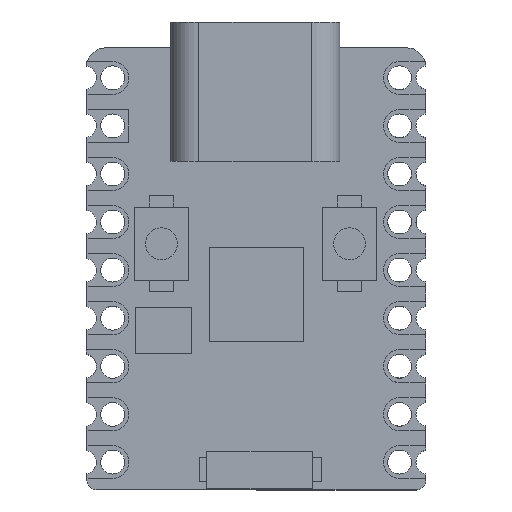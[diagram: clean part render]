
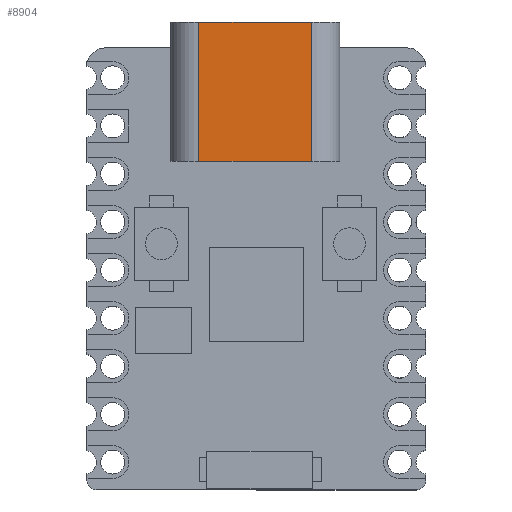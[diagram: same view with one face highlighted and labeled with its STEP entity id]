
A CAD part, top view. The second image highlights one B-rep face of the part: STEP entity #8904.
In plain terms, the highlighted face is planar.
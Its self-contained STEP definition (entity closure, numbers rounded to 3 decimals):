
#397=PLANE('',#9836);
#772=FACE_OUTER_BOUND('',#1326,.T.);
#1326=EDGE_LOOP('',(#6506,#6507,#6508,#6509));
#1954=LINE('',#13781,#2848);
#1959=LINE('',#13797,#2853);
#1960=LINE('',#13801,#2854);
#1961=LINE('',#13802,#2855);
#2848=VECTOR('',#11027,10.);
#2853=VECTOR('',#11044,10.);
#2854=VECTOR('',#11049,10.);
#2855=VECTOR('',#11050,10.);
#4135=VERTEX_POINT('',#13778);
#4136=VERTEX_POINT('',#13780);
#4141=VERTEX_POINT('',#13796);
#4142=VERTEX_POINT('',#13800);
#5041=EDGE_CURVE('',#4136,#4135,#1954,.T.);
#5049=EDGE_CURVE('',#4136,#4141,#1959,.T.);
#5051=EDGE_CURVE('',#4142,#4135,#1960,.T.);
#5052=EDGE_CURVE('',#4142,#4141,#1961,.T.);
#6506=ORIENTED_EDGE('',*,*,#5049,.F.);
#6507=ORIENTED_EDGE('',*,*,#5041,.T.);
#6508=ORIENTED_EDGE('',*,*,#5051,.F.);
#6509=ORIENTED_EDGE('',*,*,#5052,.T.);
#8904=ADVANCED_FACE('',(#772),#397,.T.);
#9836=AXIS2_PLACEMENT_3D('',#13799,#11047,#11048);
#11027=DIRECTION('',(-1.,0.,0.));
#11044=DIRECTION('',(0.,0.,1.));
#11047=DIRECTION('center_axis',(0.,1.,0.));
#11048=DIRECTION('ref_axis',(0.,0.,-1.));
#11049=DIRECTION('',(0.,0.,-1.));
#11050=DIRECTION('',(1.,0.,0.));
#13778=CARTESIAN_POINT('',(-22.931,7.3,11.724));
#13780=CARTESIAN_POINT('',(-16.931,7.3,11.724));
#13781=CARTESIAN_POINT('',(-19.931,7.3,11.724));
#13796=CARTESIAN_POINT('',(-16.931,7.3,19.124));
#13797=CARTESIAN_POINT('',(-16.931,7.3,15.424));
#13799=CARTESIAN_POINT('Origin',(-19.931,7.3,15.424));
#13800=CARTESIAN_POINT('',(-22.931,7.3,19.124));
#13801=CARTESIAN_POINT('',(-22.931,7.3,15.424));
#13802=CARTESIAN_POINT('',(-19.931,7.3,19.124));
